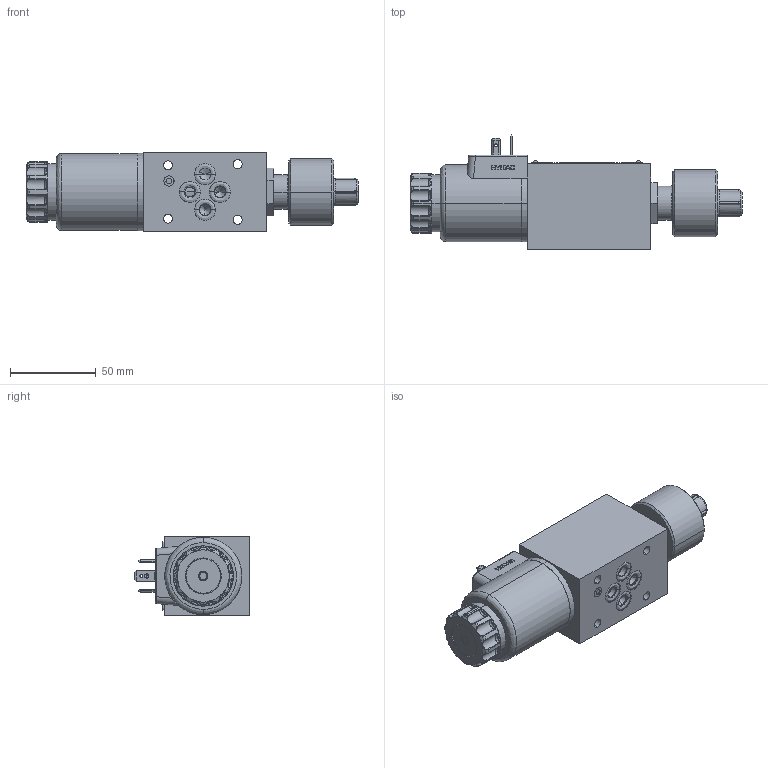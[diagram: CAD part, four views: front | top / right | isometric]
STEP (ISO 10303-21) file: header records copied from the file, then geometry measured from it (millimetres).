
FILE_DESCRIPTION (( 'STEP AP214' ), '1' );
FILE_NAME ('WVM-6I-…-R0, RA.STEP', '2021-02-19T07:37:06', ( '' ), ( '' ), 'SwSTEP 2.0', 'SolidWorks 2020', '' );
FILE_SCHEMA (( 'AUTOMOTIVE_DESIGN' ));
Length unit declared in the file: millimetre
Products named in the file (1): WVM-6I-…-R0, RA
Bounding box: 193.28 x 67.1 x 46 mm (x, y, z)
Volume: 298849.1 mm3; surface area: 46343.4 mm2
Topology: 9 solids, 12 shells, 1091 faces, 2673 edges, 1677 vertices
Faces by surface type: plane 517, bspline 262, cylinder 240, cone 72
Entity records: 41709 total; most frequent: CARTESIAN_POINT 15028, ORIENTED_EDGE 5322, DIRECTION 4473, EDGE_CURVE 2661, VERTEX_POINT 1677, VECTOR 1531, LINE 1531, AXIS2_PLACEMENT_3D 1471
